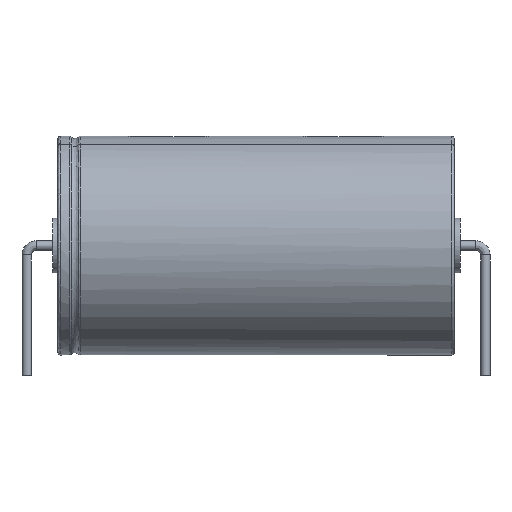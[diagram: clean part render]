
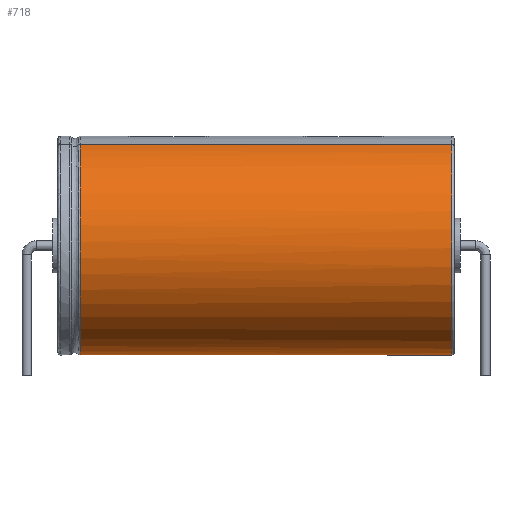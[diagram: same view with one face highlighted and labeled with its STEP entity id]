
A CAD part, front view. The second image highlights one B-rep face of the part: STEP entity #718.
In plain terms, the highlighted cylindrical face has radius 10.5 mm (diameter 21 mm), a partial arc.
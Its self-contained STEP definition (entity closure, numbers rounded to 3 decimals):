
#168=DIRECTION('',(-1.,0.,0.));
#182=DIRECTION('',(0.,0.383,0.924));
#285=VECTOR('',#286,1.);
#286=DIRECTION('',(1.,0.,0.));
#585=VERTEX_POINT('',#586);
#586=CARTESIAN_POINT('',(-16.865,4.018,20.201));
#595=ORIENTED_EDGE('',*,*,#596,.T.);
#596=EDGE_CURVE('',#585,#597,#599,.T.);
#597=VERTEX_POINT('',#598);
#598=CARTESIAN_POINT('',(-16.865,-4.018,20.201));
#599=B_SPLINE_CURVE_WITH_KNOTS('',12,(#600,#601,#602,#603,#604,#605,#606,#607,#608,#609,#610,#611,#612,#613,#614,#615,#616,#617,#618,#619,#620,#621,#622,#623,#624,#625,#626,#627,#628,#629,#630,#631,#632,#633,#634),.UNSPECIFIED.,.F.,.F.,(13,11,11,13),(-2.46,0.,57.727,60.186),.UNSPECIFIED.);
#600=CARTESIAN_POINT('',(-16.865,1.746,21.142));
#601=CARTESIAN_POINT('',(-16.865,1.936,21.063));
#602=CARTESIAN_POINT('',(-16.865,2.127,20.984));
#603=CARTESIAN_POINT('',(-16.865,2.317,20.905));
#604=CARTESIAN_POINT('',(-16.865,2.507,20.827));
#605=CARTESIAN_POINT('',(-16.865,2.697,20.748));
#606=CARTESIAN_POINT('',(-16.865,2.886,20.67));
#607=CARTESIAN_POINT('',(-16.865,3.076,20.591));
#608=CARTESIAN_POINT('',(-16.865,3.265,20.513));
#609=CARTESIAN_POINT('',(-16.865,3.453,20.435));
#610=CARTESIAN_POINT('',(-16.865,3.642,20.357));
#611=CARTESIAN_POINT('',(-16.865,3.83,20.279));
#612=CARTESIAN_POINT('',(-16.865,8.432,18.373));
#613=CARTESIAN_POINT('',(-16.865,12.005,14.325));
#614=CARTESIAN_POINT('',(-16.865,13.421,8.482));
#615=CARTESIAN_POINT('',(-16.865,11.579,2.217));
#616=CARTESIAN_POINT('',(-16.865,6.983,-2.448));
#617=CARTESIAN_POINT('',(-16.865,0.,-4.786));
#618=CARTESIAN_POINT('',(-16.865,-6.983,-2.448));
#619=CARTESIAN_POINT('',(-16.865,-11.579,2.217));
#620=CARTESIAN_POINT('',(-16.865,-13.421,8.482));
#621=CARTESIAN_POINT('',(-16.865,-12.005,14.325));
#622=CARTESIAN_POINT('',(-16.865,-8.432,18.373));
#623=CARTESIAN_POINT('',(-16.865,-3.83,20.279));
#624=CARTESIAN_POINT('',(-16.865,-3.642,20.357));
#625=CARTESIAN_POINT('',(-16.865,-3.453,20.435));
#626=CARTESIAN_POINT('',(-16.865,-3.265,20.513));
#627=CARTESIAN_POINT('',(-16.865,-3.076,20.591));
#628=CARTESIAN_POINT('',(-16.865,-2.886,20.67));
#629=CARTESIAN_POINT('',(-16.865,-2.697,20.748));
#630=CARTESIAN_POINT('',(-16.865,-2.507,20.827));
#631=CARTESIAN_POINT('',(-16.865,-2.317,20.905));
#632=CARTESIAN_POINT('',(-16.865,-2.127,20.984));
#633=CARTESIAN_POINT('',(-16.865,-1.936,21.063));
#634=CARTESIAN_POINT('',(-16.865,-1.746,21.142));
#718=ADVANCED_FACE('',(#719),#738,.T.);
#719=FACE_BOUND('',#720,.F.);
#720=EDGE_LOOP('',(#721,#595,#727,#733));
#721=ORIENTED_EDGE('',*,*,#722,.F.);
#722=EDGE_CURVE('',#585,#723,#725,.T.);
#723=VERTEX_POINT('',#724);
#724=CARTESIAN_POINT('',(18.8,4.018,20.201));
#725=LINE('',#726,#285);
#726=CARTESIAN_POINT('',(-17.,4.018,20.201));
#727=ORIENTED_EDGE('',*,*,#728,.T.);
#728=EDGE_CURVE('',#597,#729,#731,.T.);
#729=VERTEX_POINT('',#730);
#730=CARTESIAN_POINT('',(18.8,-4.018,20.201));
#731=LINE('',#732,#285);
#732=CARTESIAN_POINT('',(-17.,-4.018,20.201));
#733=ORIENTED_EDGE('',*,*,#734,.F.);
#734=EDGE_CURVE('',#723,#729,#735,.T.);
#735=CIRCLE('',#736,10.5);
#736=AXIS2_PLACEMENT_3D('',#737,#168,#182);
#737=CARTESIAN_POINT('',(18.8,0.,10.5));
#738=CYLINDRICAL_SURFACE('',#739,10.5);
#739=AXIS2_PLACEMENT_3D('',#740,#286,#182);
#740=CARTESIAN_POINT('',(-17.,0.,10.5));
